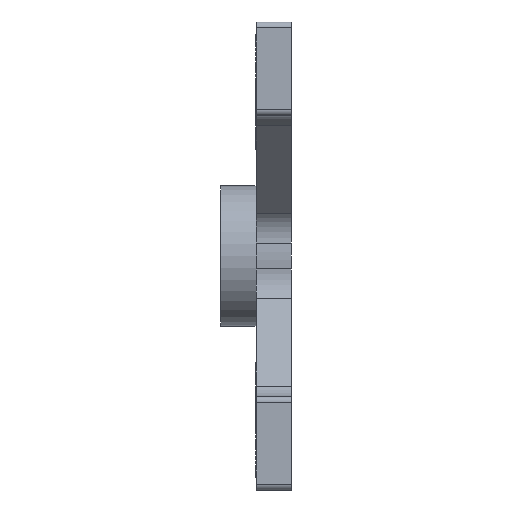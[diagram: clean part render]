
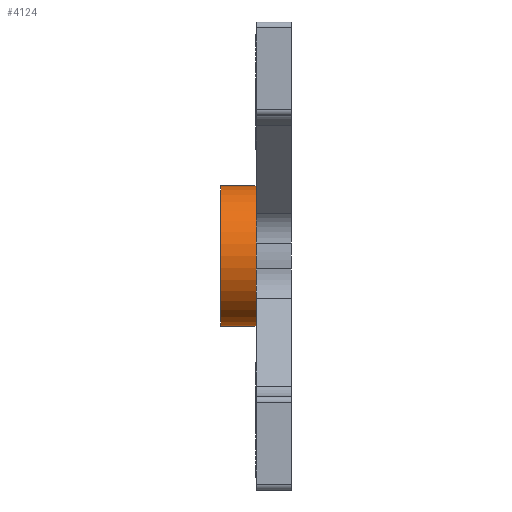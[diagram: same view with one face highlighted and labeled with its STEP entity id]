
A CAD part, left-side view. The second image highlights one B-rep face of the part: STEP entity #4124.
In plain terms, the highlighted cylindrical face has radius 6 mm (diameter 12 mm), a partial arc.
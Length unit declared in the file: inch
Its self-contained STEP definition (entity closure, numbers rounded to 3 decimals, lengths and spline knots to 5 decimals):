
#89 = EDGE_CURVE ( 'NONE', #2350, #1729, #2546, .T. ) ;
#134 = AXIS2_PLACEMENT_3D ( 'NONE', #2264, #1546, #4910 ) ;
#218 = ORIENTED_EDGE ( 'NONE', *, *, #4723, .T. ) ;
#403 = CARTESIAN_POINT ( 'NONE',  ( 0., 1.14057, -0.23622 ) ) ;
#412 = EDGE_LOOP ( 'NONE', ( #1197, #2683, #3601, #218 ) ) ;
#517 = DIRECTION ( 'NONE',  ( 0., 1., 0. ) ) ;
#922 = VECTOR ( 'NONE', #2075, 39.37008 ) ;
#980 = LINE ( 'NONE', #3539, #922 ) ;
#1014 = AXIS2_PLACEMENT_3D ( 'NONE', #4339, #517, #4379 ) ;
#1197 = ORIENTED_EDGE ( 'NONE', *, *, #4752, .F. ) ;
#1301 = DIRECTION ( 'NONE',  ( 0., 1., 0. ) ) ;
#1352 = FACE_OUTER_BOUND ( 'NONE', #412, .T. ) ;
#1546 = DIRECTION ( 'NONE',  ( 0., -1., 0. ) ) ;
#1595 = CARTESIAN_POINT ( 'NONE',  ( 0., 0.23622, -0.23622 ) ) ;
#1711 = CARTESIAN_POINT ( 'NONE',  ( 0., 0.11811, 0. ) ) ;
#1729 = VERTEX_POINT ( 'NONE', #4452 ) ;
#1802 = CARTESIAN_POINT ( 'NONE',  ( 0., 0.11811, -0.23622 ) ) ;
#2045 = VERTEX_POINT ( 'NONE', #4390 ) ;
#2075 = DIRECTION ( 'NONE',  ( 0., -1., 0. ) ) ;
#2264 = CARTESIAN_POINT ( 'NONE',  ( 0., 1.14057, 0. ) ) ;
#2350 = VERTEX_POINT ( 'NONE', #1595 ) ;
#2546 = CIRCLE ( 'NONE', #1014, 0.23622 ) ;
#2683 = ORIENTED_EDGE ( 'NONE', *, *, #89, .F. ) ;
#2696 = CYLINDRICAL_SURFACE ( 'NONE', #134, 0.23622 ) ;
#3037 = CIRCLE ( 'NONE', #4671, 0.23622 ) ;
#3156 = LINE ( 'NONE', #403, #3962 ) ;
#3303 = VERTEX_POINT ( 'NONE', #1802 ) ;
#3539 = CARTESIAN_POINT ( 'NONE',  ( 0., 1.14057, 0.23622 ) ) ;
#3573 = DIRECTION ( 'NONE',  ( 0., 0., 1. ) ) ;
#3601 = ORIENTED_EDGE ( 'NONE', *, *, #4247, .T. ) ;
#3962 = VECTOR ( 'NONE', #4679, 39.37008 ) ;
#4124 = ADVANCED_FACE ( 'NONE', ( #1352 ), #2696, .T. ) ;
#4247 = EDGE_CURVE ( 'NONE', #2350, #3303, #3156, .T. ) ;
#4339 = CARTESIAN_POINT ( 'NONE',  ( 0., 0.23622, 0. ) ) ;
#4379 = DIRECTION ( 'NONE',  ( 0., 0., 1. ) ) ;
#4390 = CARTESIAN_POINT ( 'NONE',  ( 0., 0.11811, 0.23622 ) ) ;
#4452 = CARTESIAN_POINT ( 'NONE',  ( 0., 0.23622, 0.23622 ) ) ;
#4671 = AXIS2_PLACEMENT_3D ( 'NONE', #1711, #1301, #3573 ) ;
#4679 = DIRECTION ( 'NONE',  ( 0., -1., 0. ) ) ;
#4723 = EDGE_CURVE ( 'NONE', #3303, #2045, #3037, .T. ) ;
#4752 = EDGE_CURVE ( 'NONE', #1729, #2045, #980, .T. ) ;
#4910 = DIRECTION ( 'NONE',  ( 0., 0., -1. ) ) ;
